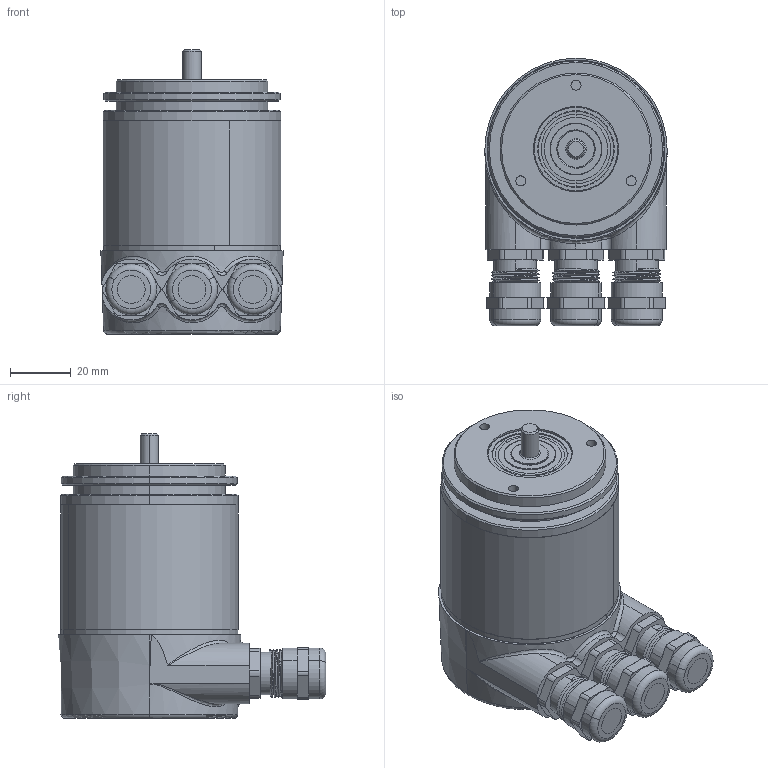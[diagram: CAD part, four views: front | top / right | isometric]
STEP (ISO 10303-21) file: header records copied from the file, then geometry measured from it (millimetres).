
FILE_DESCRIPTION (( 'STEP AP214' ), '1' );
FILE_NAME ('OCD-DPC1B-1212-S060-H3P.STEP', '2020-07-30T07:21:27', ( '' ), ( '' ), 'SwSTEP 2.0', 'SolidWorks 2019', '' );
FILE_SCHEMA (( 'AUTOMOTIVE_DESIGN' ));
Length unit declared in the file: millimetre
Products named in the file (1): OCD-DPC1B-1212-S060-H3P
Bounding box: 60 x 88.05 x 93.75 mm (x, y, z)
Surface area: 32864.5 mm2 (no closed solid volume)
Topology: 0 solids, 23 shells, 266 faces, 725 edges, 483 vertices
Faces by surface type: cylinder 106, plane 89, cone 35, bspline 26, torus 10
Entity records: 15205 total; most frequent: CARTESIAN_POINT 5725, DIRECTION 1405, ORIENTED_EDGE 1261, EDGE_CURVE 725, AXIS2_PLACEMENT_3D 554, VERTEX_POINT 483, CIRCLE 313, EDGE_LOOP 298
